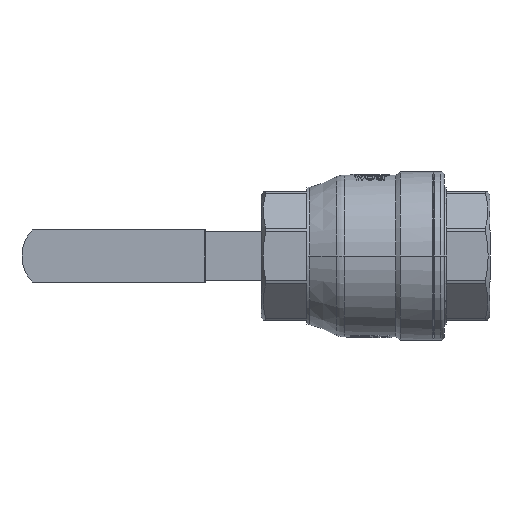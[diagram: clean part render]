
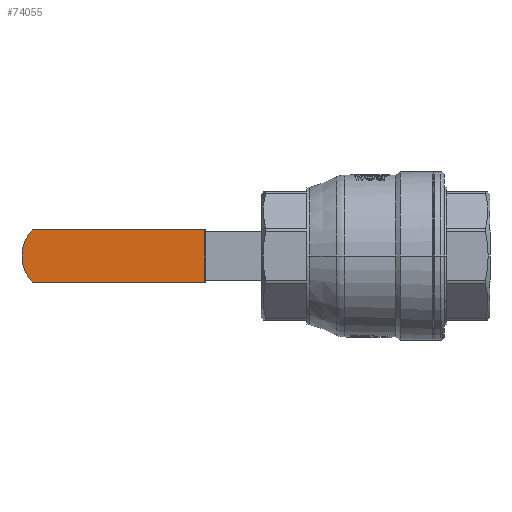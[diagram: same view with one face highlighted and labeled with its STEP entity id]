
A CAD part, front view. The second image highlights one B-rep face of the part: STEP entity #74055.
In plain terms, the highlighted planar face has unit normal (0, -1, 0).
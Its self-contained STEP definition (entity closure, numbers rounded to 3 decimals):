
#10124 = AXIS2_PLACEMENT_3D ( 'NONE', #61383, #31830, #83726 ) ;
#11041 = DIRECTION ( 'NONE',  ( 0., 1., 0. ) ) ;
#11398 = DIRECTION ( 'NONE',  ( 0., 0., 1. ) ) ;
#17716 = CARTESIAN_POINT ( 'NONE',  ( -93.395, 17.7, 14.3 ) ) ;
#19651 = ORIENTED_EDGE ( 'NONE', *, *, #78753, .T. ) ;
#25489 = FACE_OUTER_BOUND ( 'NONE', #52048, .T. ) ;
#26887 = EDGE_CURVE ( 'NONE', #69639, #78395, #61870, .T. ) ;
#28345 = ORIENTED_EDGE ( 'NONE', *, *, #95325, .F. ) ;
#28862 = CIRCLE ( 'NONE', #52715, 20.572 ) ;
#29345 = DIRECTION ( 'NONE',  ( 1., 0., 0. ) ) ;
#31830 = DIRECTION ( 'NONE',  ( 0., 1., 0. ) ) ;
#33420 = CARTESIAN_POINT ( 'NONE',  ( -93.395, 17.7, 14.5 ) ) ;
#34505 = LINE ( 'NONE', #58904, #76302 ) ;
#37186 = CARTESIAN_POINT ( 'NONE',  ( -193.472, 17.7, 14.3 ) ) ;
#41833 = VERTEX_POINT ( 'NONE', #50257 ) ;
#50257 = CARTESIAN_POINT ( 'NONE',  ( -187.489, 17.7, -14.3 ) ) ;
#52048 = EDGE_LOOP ( 'NONE', ( #71734, #28345, #19651, #75342 ) ) ;
#52715 = AXIS2_PLACEMENT_3D ( 'NONE', #55478, #11041, #62933 ) ;
#55478 = CARTESIAN_POINT ( 'NONE',  ( -172.7, 17.7, 0. ) ) ;
#58904 = CARTESIAN_POINT ( 'NONE',  ( -193.472, 17.7, -14.3 ) ) ;
#60508 = VECTOR ( 'NONE', #11398, 1000. ) ;
#61383 = CARTESIAN_POINT ( 'NONE',  ( -193.472, 17.7, 14.5 ) ) ;
#61870 = LINE ( 'NONE', #37186, #79245 ) ;
#62830 = LINE ( 'NONE', #33420, #60508 ) ;
#62918 = VERTEX_POINT ( 'NONE', #71848 ) ;
#62933 = DIRECTION ( 'NONE',  ( 0., 0., 1. ) ) ;
#69639 = VERTEX_POINT ( 'NONE', #17716 ) ;
#70836 = EDGE_CURVE ( 'NONE', #62918, #69639, #62830, .T. ) ;
#71734 = ORIENTED_EDGE ( 'NONE', *, *, #26887, .T. ) ;
#71848 = CARTESIAN_POINT ( 'NONE',  ( -93.395, 17.7, -14.3 ) ) ;
#74055 = ADVANCED_FACE ( 'NONE', ( #25489 ), #76280, .F. ) ;
#75342 = ORIENTED_EDGE ( 'NONE', *, *, #70836, .T. ) ;
#76280 = PLANE ( 'NONE',  #10124 ) ;
#76302 = VECTOR ( 'NONE', #29345, 1000. ) ;
#78395 = VERTEX_POINT ( 'NONE', #91056 ) ;
#78753 = EDGE_CURVE ( 'NONE', #41833, #62918, #34505, .T. ) ;
#79245 = VECTOR ( 'NONE', #81613, 1000. ) ;
#81613 = DIRECTION ( 'NONE',  ( -1., 0., 0. ) ) ;
#83726 = DIRECTION ( 'NONE',  ( 0., 0., 1. ) ) ;
#91056 = CARTESIAN_POINT ( 'NONE',  ( -187.489, 17.7, 14.3 ) ) ;
#95325 = EDGE_CURVE ( 'NONE', #41833, #78395, #28862, .T. ) ;
